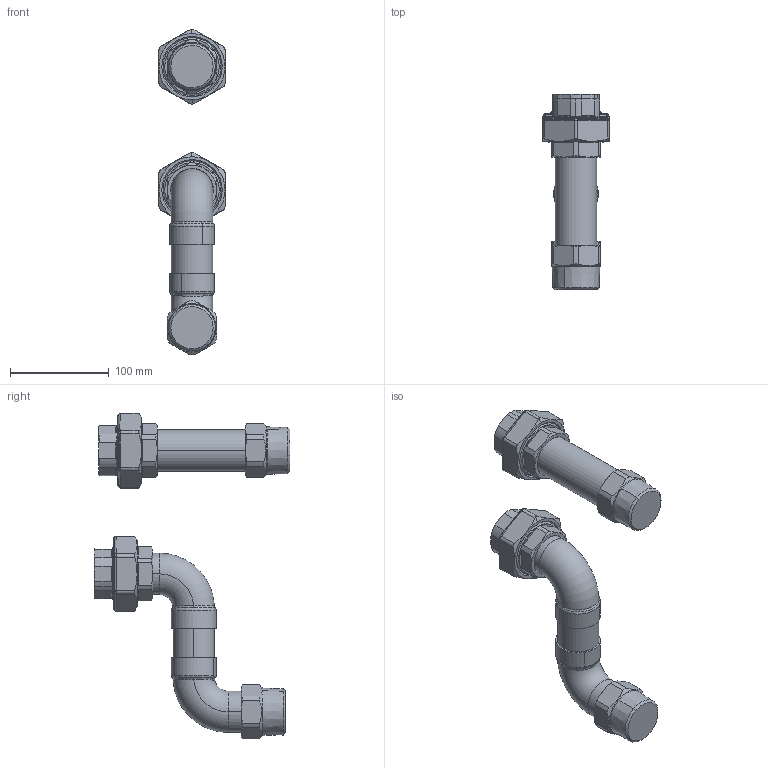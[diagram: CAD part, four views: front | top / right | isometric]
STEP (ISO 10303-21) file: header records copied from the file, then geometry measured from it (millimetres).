
FILE_DESCRIPTION(('CATIA V5 STEP Exchange','CAx-IF Rec.Pracs.--- Model Styling and Organization---1.4--- 2014-01-23','CAx-IF Rec.Pracs.---3D Tessellated Data Validation Properties---0.5---2014-09-14'),'2;1');
FILE_NAME('STEP_550002_-_TST.stp','2020-02-11T09:57:07+00:00',('none'),('none'),'CATIA Version 5-6 Release 2019 SP3','CATIA V5 STEP AP242 v1','none');
FILE_SCHEMA(('AP242_MANAGED_MODEL_BASED_3D_ENGINEERING_MIM_LF {1 0 10303 442 1 1 4}'));
Length unit declared in the file: millimetre
Products named in the file (1): 550002 - TST
Bounding box: 67 x 198.5 x 330.55 mm (x, y, z)
Volume: 912501.4 mm3; surface area: 101605.6 mm2
Topology: 2 solids, 2 shells, 367 faces, 884 edges, 536 vertices
Faces by surface type: plane 103, cone 98, cylinder 92, bspline 56, torus 18
Entity records: 12926 total; most frequent: CARTESIAN_POINT 5709, ORIENTED_EDGE 1768, DIRECTION 960, EDGE_CURVE 884, VERTEX_POINT 536, AXIS2_PLACEMENT_3D 487, EDGE_LOOP 382, ADVANCED_FACE 367
